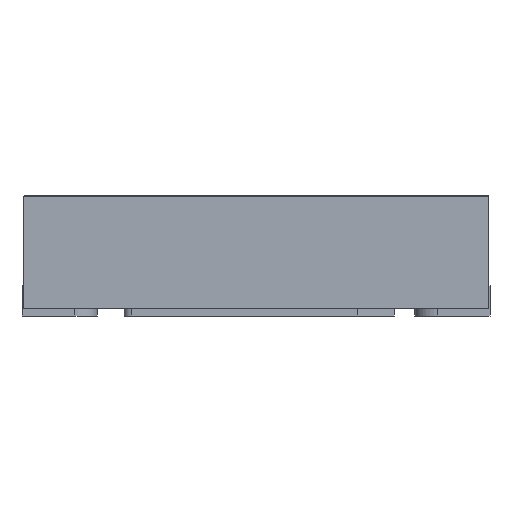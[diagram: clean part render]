
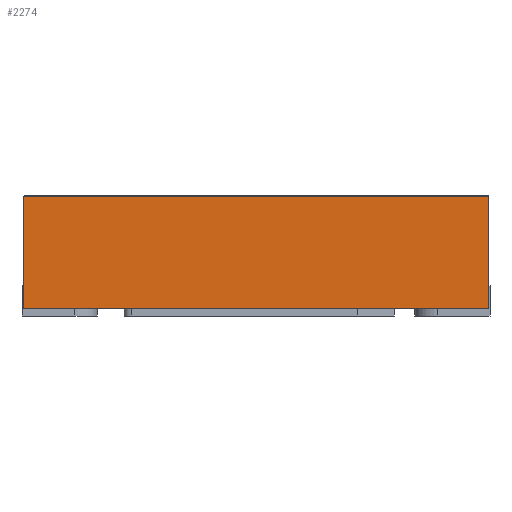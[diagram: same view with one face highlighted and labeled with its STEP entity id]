
A CAD part, left-side view. The second image highlights one B-rep face of the part: STEP entity #2274.
In plain terms, the highlighted planar face has unit normal (-1, 0, 0).
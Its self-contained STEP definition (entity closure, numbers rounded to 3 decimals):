
#220 = PLANE('',#221);
#221 = AXIS2_PLACEMENT_3D('',#222,#223,#224);
#222 = CARTESIAN_POINT('',(-1.05,-1.55,0.05));
#223 = DIRECTION('',(0.,0.,1.));
#224 = DIRECTION('',(1.,0.,0.));
#248 = PLANE('',#249);
#249 = AXIS2_PLACEMENT_3D('',#250,#251,#252);
#250 = CARTESIAN_POINT('',(3.05,-1.55,0.05));
#251 = DIRECTION('',(0.,-1.,0.));
#252 = DIRECTION('',(-1.,0.,0.));
#581 = VERTEX_POINT('',#582);
#582 = CARTESIAN_POINT('',(-1.05,-1.55,0.8));
#596 = PLANE('',#597);
#597 = AXIS2_PLACEMENT_3D('',#598,#599,#600);
#598 = CARTESIAN_POINT('',(-1.05,-1.55,0.8));
#599 = DIRECTION('',(0.,0.,1.));
#600 = DIRECTION('',(1.,0.,0.));
#608 = EDGE_CURVE('',#581,#609,#611,.T.);
#609 = VERTEX_POINT('',#610);
#610 = CARTESIAN_POINT('',(-1.05,-1.55,0.05));
#611 = SURFACE_CURVE('',#612,(#616,#623),.PCURVE_S1.);
#612 = LINE('',#613,#614);
#613 = CARTESIAN_POINT('',(-1.05,-1.55,0.05));
#614 = VECTOR('',#615,1.);
#615 = DIRECTION('',(0.,0.,-1.));
#616 = PCURVE('',#248,#617);
#617 = DEFINITIONAL_REPRESENTATION('',(#618),#622);
#618 = LINE('',#619,#620);
#619 = CARTESIAN_POINT('',(4.1,0.));
#620 = VECTOR('',#621,1.);
#621 = DIRECTION('',(0.,1.));
#622 = ( GEOMETRIC_REPRESENTATION_CONTEXT(2) 
PARAMETRIC_REPRESENTATION_CONTEXT() REPRESENTATION_CONTEXT('2D SPACE',''
  ) );
#623 = PCURVE('',#624,#629);
#624 = PLANE('',#625);
#625 = AXIS2_PLACEMENT_3D('',#626,#627,#628);
#626 = CARTESIAN_POINT('',(-1.05,-1.55,0.05));
#627 = DIRECTION('',(-1.,0.,0.));
#628 = DIRECTION('',(0.,1.,0.));
#629 = DEFINITIONAL_REPRESENTATION('',(#630),#634);
#630 = LINE('',#631,#632);
#631 = CARTESIAN_POINT('',(0.,0.));
#632 = VECTOR('',#633,1.);
#633 = DIRECTION('',(0.,1.));
#634 = ( GEOMETRIC_REPRESENTATION_CONTEXT(2) 
PARAMETRIC_REPRESENTATION_CONTEXT() REPRESENTATION_CONTEXT('2D SPACE',''
  ) );
#961 = PLANE('',#962);
#962 = AXIS2_PLACEMENT_3D('',#963,#964,#965);
#963 = CARTESIAN_POINT('',(-1.05,1.55,0.05));
#964 = DIRECTION('',(0.,1.,0.));
#965 = DIRECTION('',(1.,0.,0.));
#1275 = VERTEX_POINT('',#1276);
#1276 = CARTESIAN_POINT('',(-1.05,1.55,
    0.05));
#1297 = EDGE_CURVE('',#1275,#609,#1298,.T.);
#1298 = SURFACE_CURVE('',#1299,(#1303,#1310),.PCURVE_S1.);
#1299 = LINE('',#1300,#1301);
#1300 = CARTESIAN_POINT('',(-1.05,-1.55,0.05));
#1301 = VECTOR('',#1302,1.);
#1302 = DIRECTION('',(0.,-1.,0.));
#1303 = PCURVE('',#220,#1304);
#1304 = DEFINITIONAL_REPRESENTATION('',(#1305),#1309);
#1305 = LINE('',#1306,#1307);
#1306 = CARTESIAN_POINT('',(0.,0.));
#1307 = VECTOR('',#1308,1.);
#1308 = DIRECTION('',(0.,-1.));
#1309 = ( GEOMETRIC_REPRESENTATION_CONTEXT(2) 
PARAMETRIC_REPRESENTATION_CONTEXT() REPRESENTATION_CONTEXT('2D SPACE',''
  ) );
#1310 = PCURVE('',#624,#1311);
#1311 = DEFINITIONAL_REPRESENTATION('',(#1312),#1316);
#1312 = LINE('',#1313,#1314);
#1313 = CARTESIAN_POINT('',(0.,0.));
#1314 = VECTOR('',#1315,1.);
#1315 = DIRECTION('',(-1.,0.));
#1316 = ( GEOMETRIC_REPRESENTATION_CONTEXT(2) 
PARAMETRIC_REPRESENTATION_CONTEXT() REPRESENTATION_CONTEXT('2D SPACE',''
  ) );
#2274 = ADVANCED_FACE('',(#2275),#624,.T.);
#2275 = FACE_BOUND('',#2276,.T.);
#2276 = EDGE_LOOP('',(#2277,#2278,#2301,#2322));
#2277 = ORIENTED_EDGE('',*,*,#608,.F.);
#2278 = ORIENTED_EDGE('',*,*,#2279,.T.);
#2279 = EDGE_CURVE('',#581,#2280,#2282,.T.);
#2280 = VERTEX_POINT('',#2281);
#2281 = CARTESIAN_POINT('',(-1.05,1.55,
    0.8));
#2282 = SURFACE_CURVE('',#2283,(#2287,#2294),.PCURVE_S1.);
#2283 = LINE('',#2284,#2285);
#2284 = CARTESIAN_POINT('',(-1.05,-1.55,0.8));
#2285 = VECTOR('',#2286,1.);
#2286 = DIRECTION('',(0.,1.,0.));
#2287 = PCURVE('',#624,#2288);
#2288 = DEFINITIONAL_REPRESENTATION('',(#2289),#2293);
#2289 = LINE('',#2290,#2291);
#2290 = CARTESIAN_POINT('',(0.,-0.75));
#2291 = VECTOR('',#2292,1.);
#2292 = DIRECTION('',(1.,0.));
#2293 = ( GEOMETRIC_REPRESENTATION_CONTEXT(2) 
PARAMETRIC_REPRESENTATION_CONTEXT() REPRESENTATION_CONTEXT('2D SPACE',''
  ) );
#2294 = PCURVE('',#596,#2295);
#2295 = DEFINITIONAL_REPRESENTATION('',(#2296),#2300);
#2296 = LINE('',#2297,#2298);
#2297 = CARTESIAN_POINT('',(0.,0.));
#2298 = VECTOR('',#2299,1.);
#2299 = DIRECTION('',(0.,1.));
#2300 = ( GEOMETRIC_REPRESENTATION_CONTEXT(2) 
PARAMETRIC_REPRESENTATION_CONTEXT() REPRESENTATION_CONTEXT('2D SPACE',''
  ) );
#2301 = ORIENTED_EDGE('',*,*,#2302,.F.);
#2302 = EDGE_CURVE('',#1275,#2280,#2303,.T.);
#2303 = SURFACE_CURVE('',#2304,(#2308,#2315),.PCURVE_S1.);
#2304 = LINE('',#2305,#2306);
#2305 = CARTESIAN_POINT('',(-1.05,1.55,0.05));
#2306 = VECTOR('',#2307,1.);
#2307 = DIRECTION('',(0.,0.,1.));
#2308 = PCURVE('',#624,#2309);
#2309 = DEFINITIONAL_REPRESENTATION('',(#2310),#2314);
#2310 = LINE('',#2311,#2312);
#2311 = CARTESIAN_POINT('',(3.1,0.));
#2312 = VECTOR('',#2313,1.);
#2313 = DIRECTION('',(0.,-1.));
#2314 = ( GEOMETRIC_REPRESENTATION_CONTEXT(2) 
PARAMETRIC_REPRESENTATION_CONTEXT() REPRESENTATION_CONTEXT('2D SPACE',''
  ) );
#2315 = PCURVE('',#961,#2316);
#2316 = DEFINITIONAL_REPRESENTATION('',(#2317),#2321);
#2317 = LINE('',#2318,#2319);
#2318 = CARTESIAN_POINT('',(0.,0.));
#2319 = VECTOR('',#2320,1.);
#2320 = DIRECTION('',(0.,-1.));
#2321 = ( GEOMETRIC_REPRESENTATION_CONTEXT(2) 
PARAMETRIC_REPRESENTATION_CONTEXT() REPRESENTATION_CONTEXT('2D SPACE',''
  ) );
#2322 = ORIENTED_EDGE('',*,*,#1297,.T.);
